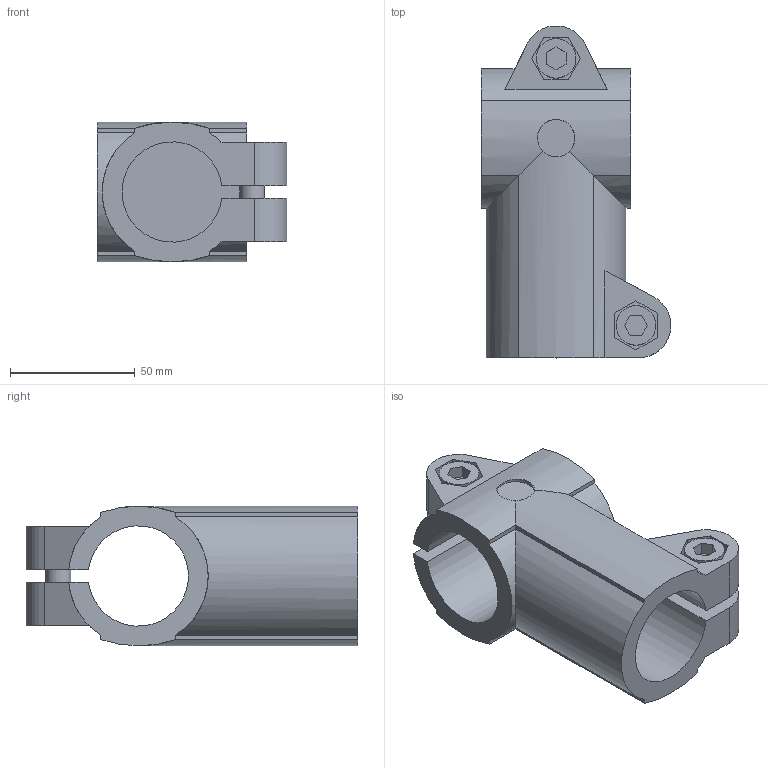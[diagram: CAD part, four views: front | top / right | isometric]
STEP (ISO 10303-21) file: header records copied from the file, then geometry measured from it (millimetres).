
FILE_DESCRIPTION( ( 'STEP AP214' ), '1' );
FILE_NAME( 'K0475.54040.stp', '2020-12-08T09:33:03', ( '' ), ( '' ), ' ', 'PARTsolutions', ' ' );
FILE_SCHEMA( ( 'AUTOMOTIVE_DESIGN { 1 0 10303 214 1 1 1 1 }' ) );
Length unit declared in the file: millimetre
Products named in the file (1): _K0475.54040
Bounding box: 75.96 x 132.95 x 56 mm (x, y, z)
Volume: 186153.9 mm3; surface area: 52617.9 mm2
Topology: 1 solids, 1 shells, 133 faces, 371 edges, 242 vertices
Faces by surface type: plane 81, cylinder 42, cone 6, torus 4
Full cylindrical faces by diameter (mm): 10 x4, 10.498 x2, 15 x1, 15.6 x2, 15.9 x2
Entity records: 5361 total; most frequent: CARTESIAN_POINT 899, DIRECTION 686, ORIENTED_EDGE 686, EDGE_CURVE 343, AXIS2_PLACEMENT_3D 235, VERTEX_POINT 235, LINE 216, VECTOR 216
